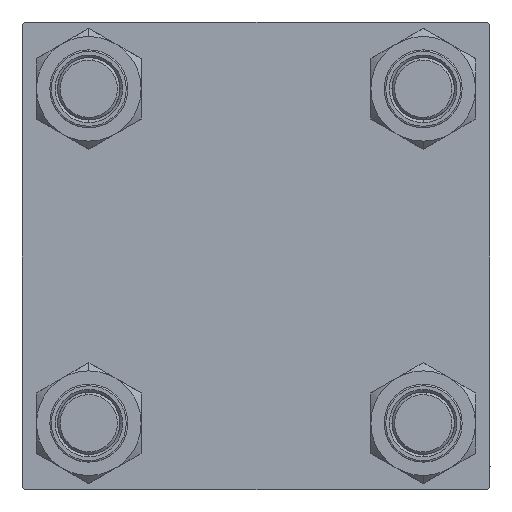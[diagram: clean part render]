
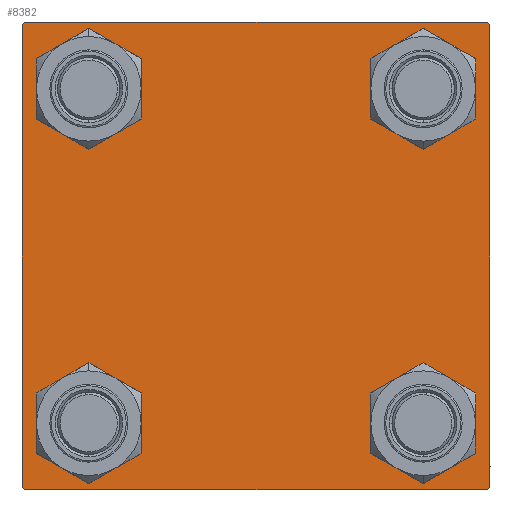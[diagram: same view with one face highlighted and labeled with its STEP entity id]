
A CAD part, left-side view. The second image highlights one B-rep face of the part: STEP entity #8382.
In plain terms, the highlighted planar face has unit normal (-1, 0, 0).
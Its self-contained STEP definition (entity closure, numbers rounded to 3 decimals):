
#456 = ORIENTED_EDGE ( 'NONE', *, *, #47183, .T. ) ;
#631 = LINE ( 'NONE', #12359, #30322 ) ;
#931 = VERTEX_POINT ( 'NONE', #28436 ) ;
#961 = CARTESIAN_POINT ( 'NONE',  ( 0., -44.75, 44.75 ) ) ;
#980 = EDGE_LOOP ( 'NONE', ( #34367, #20375 ) ) ;
#1988 = CARTESIAN_POINT ( 'NONE',  ( 0., -45., 44.5 ) ) ;
#2531 = VERTEX_POINT ( 'NONE', #30460 ) ;
#3180 = DIRECTION ( 'NONE',  ( 0., 0., 1. ) ) ;
#4337 = CARTESIAN_POINT ( 'NONE',  ( 0., -44.5, -45. ) ) ;
#4491 = CIRCLE ( 'NONE', #20805, 6.5 ) ;
#4567 = EDGE_CURVE ( 'NONE', #39565, #26465, #5932, .T. ) ;
#4609 = ORIENTED_EDGE ( 'NONE', *, *, #7028, .T. ) ;
#4712 = DIRECTION ( 'NONE',  ( 0., 0., 1. ) ) ;
#5118 = DIRECTION ( 'NONE',  ( 0., 0., -1. ) ) ;
#5696 = ORIENTED_EDGE ( 'NONE', *, *, #25035, .T. ) ;
#5932 = CIRCLE ( 'NONE', #14078, 6.5 ) ;
#6040 = LINE ( 'NONE', #17255, #42154 ) ;
#6467 = CARTESIAN_POINT ( 'NONE',  ( 0., 32.15, -32.15 ) ) ;
#6518 = CARTESIAN_POINT ( 'NONE',  ( 0., 32.15, -32.15 ) ) ;
#6702 = EDGE_CURVE ( 'NONE', #28019, #931, #16565, .T. ) ;
#6752 = FACE_BOUND ( 'NONE', #40637, .T. ) ;
#6977 = DIRECTION ( 'NONE',  ( 1., 0., 0. ) ) ;
#7005 = PLANE ( 'NONE',  #28039 ) ;
#7028 = EDGE_CURVE ( 'NONE', #34275, #44379, #47583, .T. ) ;
#8382 = ADVANCED_FACE ( 'NONE', ( #50048, #14149, #6752, #22303, #37854 ), #7005, .T. ) ;
#10041 = VERTEX_POINT ( 'NONE', #24570 ) ;
#10098 = EDGE_CURVE ( 'NONE', #10041, #21943, #43546, .T. ) ;
#11081 = CARTESIAN_POINT ( 'NONE',  ( 0., -44.75, -44.75 ) ) ;
#11450 = VECTOR ( 'NONE', #12392, 1000. ) ;
#11756 = EDGE_CURVE ( 'NONE', #48435, #31575, #45989, .T. ) ;
#12359 = CARTESIAN_POINT ( 'NONE',  ( 0., 45., 45. ) ) ;
#12392 = DIRECTION ( 'NONE',  ( 0., 0., -1. ) ) ;
#13928 = ORIENTED_EDGE ( 'NONE', *, *, #24769, .T. ) ;
#14078 = AXIS2_PLACEMENT_3D ( 'NONE', #34521, #15887, #18726 ) ;
#14149 = FACE_BOUND ( 'NONE', #980, .T. ) ;
#14354 = DIRECTION ( 'NONE',  ( 0., 0., 1. ) ) ;
#14526 = EDGE_CURVE ( 'NONE', #26465, #39565, #4491, .T. ) ;
#14539 = CARTESIAN_POINT ( 'NONE',  ( 0., 32.15, 38.65 ) ) ;
#14816 = AXIS2_PLACEMENT_3D ( 'NONE', #20666, #20411, #40047 ) ;
#15207 = CARTESIAN_POINT ( 'NONE',  ( 0., 44.5, -45. ) ) ;
#15887 = DIRECTION ( 'NONE',  ( 1., 0., 0. ) ) ;
#16565 = CIRCLE ( 'NONE', #43429, 6.5 ) ;
#17248 = CIRCLE ( 'NONE', #14816, 6.5 ) ;
#17255 = CARTESIAN_POINT ( 'NONE',  ( 0., 44.75, 44.75 ) ) ;
#18230 = VECTOR ( 'NONE', #19588, 1000. ) ;
#18239 = DIRECTION ( 'NONE',  ( 0., 0., 1. ) ) ;
#18327 = DIRECTION ( 'NONE',  ( 1., 0., 0. ) ) ;
#18726 = DIRECTION ( 'NONE',  ( 0., 0., 1. ) ) ;
#18749 = ORIENTED_EDGE ( 'NONE', *, *, #25583, .T. ) ;
#18951 = DIRECTION ( 'NONE',  ( 0., 0., 1. ) ) ;
#19071 = DIRECTION ( 'NONE',  ( 1., 0., 0. ) ) ;
#19588 = DIRECTION ( 'NONE',  ( 0., 0.707, 0.707 ) ) ;
#19773 = CARTESIAN_POINT ( 'NONE',  ( 0., 32.15, -25.65 ) ) ;
#20375 = ORIENTED_EDGE ( 'NONE', *, *, #14526, .T. ) ;
#20383 = CARTESIAN_POINT ( 'NONE',  ( 0., 44.5, 45. ) ) ;
#20411 = DIRECTION ( 'NONE',  ( 1., 0., 0. ) ) ;
#20666 = CARTESIAN_POINT ( 'NONE',  ( 0., -32.15, 32.15 ) ) ;
#20805 = AXIS2_PLACEMENT_3D ( 'NONE', #37699, #18327, #48896 ) ;
#21119 = ORIENTED_EDGE ( 'NONE', *, *, #29717, .T. ) ;
#21943 = VERTEX_POINT ( 'NONE', #19773 ) ;
#22303 = FACE_BOUND ( 'NONE', #30831, .T. ) ;
#22552 = CARTESIAN_POINT ( 'NONE',  ( 0., 0., 0. ) ) ;
#23557 = AXIS2_PLACEMENT_3D ( 'NONE', #50143, #19071, #26973 ) ;
#23563 = VERTEX_POINT ( 'NONE', #26970 ) ;
#24123 = ORIENTED_EDGE ( 'NONE', *, *, #6702, .T. ) ;
#24570 = CARTESIAN_POINT ( 'NONE',  ( 0., 32.15, -38.65 ) ) ;
#24572 = VERTEX_POINT ( 'NONE', #20383 ) ;
#24747 = ORIENTED_EDGE ( 'NONE', *, *, #32013, .T. ) ;
#24752 = ORIENTED_EDGE ( 'NONE', *, *, #11756, .T. ) ;
#24769 = EDGE_CURVE ( 'NONE', #49619, #48435, #43970, .T. ) ;
#25035 = EDGE_CURVE ( 'NONE', #2531, #23563, #49593, .T. ) ;
#25583 = EDGE_CURVE ( 'NONE', #931, #28019, #25923, .T. ) ;
#25923 = CIRCLE ( 'NONE', #43932, 6.5 ) ;
#25947 = VECTOR ( 'NONE', #5118, 1000. ) ;
#26465 = VERTEX_POINT ( 'NONE', #43399 ) ;
#26484 = AXIS2_PLACEMENT_3D ( 'NONE', #6467, #33490, #14354 ) ;
#26970 = CARTESIAN_POINT ( 'NONE',  ( 0., -32.15, 38.65 ) ) ;
#26973 = DIRECTION ( 'NONE',  ( 0., 0., 1. ) ) ;
#27149 = ORIENTED_EDGE ( 'NONE', *, *, #35979, .T. ) ;
#28019 = VERTEX_POINT ( 'NONE', #14539 ) ;
#28039 = AXIS2_PLACEMENT_3D ( 'NONE', #22552, #38105, #3180 ) ;
#28278 = AXIS2_PLACEMENT_3D ( 'NONE', #6518, #34291, #18239 ) ;
#28436 = CARTESIAN_POINT ( 'NONE',  ( 0., 32.15, 25.65 ) ) ;
#29280 = VECTOR ( 'NONE', #35813, 1000. ) ;
#29602 = ORIENTED_EDGE ( 'NONE', *, *, #43619, .F. ) ;
#29648 = VECTOR ( 'NONE', #35024, 1000. ) ;
#29717 = EDGE_CURVE ( 'NONE', #44434, #49619, #38457, .T. ) ;
#30322 = VECTOR ( 'NONE', #43449, 1000. ) ;
#30460 = CARTESIAN_POINT ( 'NONE',  ( 0., -32.15, 25.65 ) ) ;
#30831 = EDGE_LOOP ( 'NONE', ( #24123, #18749 ) ) ;
#31053 = CARTESIAN_POINT ( 'NONE',  ( 0., 45., -44.5 ) ) ;
#31575 = VERTEX_POINT ( 'NONE', #47855 ) ;
#31882 = LINE ( 'NONE', #39791, #25947 ) ;
#32013 = EDGE_CURVE ( 'NONE', #21943, #10041, #33168, .T. ) ;
#33074 = EDGE_CURVE ( 'NONE', #24572, #36172, #6040, .T. ) ;
#33168 = CIRCLE ( 'NONE', #28278, 6.5 ) ;
#33490 = DIRECTION ( 'NONE',  ( 1., 0., 0. ) ) ;
#34275 = VERTEX_POINT ( 'NONE', #1988 ) ;
#34291 = DIRECTION ( 'NONE',  ( 1., 0., 0. ) ) ;
#34367 = ORIENTED_EDGE ( 'NONE', *, *, #4567, .T. ) ;
#34521 = CARTESIAN_POINT ( 'NONE',  ( 0., -32.15, -32.15 ) ) ;
#35024 = DIRECTION ( 'NONE',  ( 0., -0.707, 0.707 ) ) ;
#35113 = EDGE_LOOP ( 'NONE', ( #456, #5696 ) ) ;
#35813 = DIRECTION ( 'NONE',  ( 0., -1., 0. ) ) ;
#35979 = EDGE_CURVE ( 'NONE', #36172, #44434, #31882, .T. ) ;
#36172 = VERTEX_POINT ( 'NONE', #49011 ) ;
#36379 = DIRECTION ( 'NONE',  ( 0., -0.707, -0.707 ) ) ;
#37699 = CARTESIAN_POINT ( 'NONE',  ( 0., -32.15, -32.15 ) ) ;
#37854 = FACE_OUTER_BOUND ( 'NONE', #39940, .T. ) ;
#38105 = DIRECTION ( 'NONE',  ( -1., 0., 0. ) ) ;
#38210 = CARTESIAN_POINT ( 'NONE',  ( 0., 44.75, -44.75 ) ) ;
#38457 = LINE ( 'NONE', #38210, #42434 ) ;
#39565 = VERTEX_POINT ( 'NONE', #39882 ) ;
#39791 = CARTESIAN_POINT ( 'NONE',  ( 0., 45., 45. ) ) ;
#39882 = CARTESIAN_POINT ( 'NONE',  ( 0., -32.15, -25.65 ) ) ;
#39940 = EDGE_LOOP ( 'NONE', ( #27149, #21119, #13928, #24752, #29602, #4609, #43139, #49498 ) ) ;
#40047 = DIRECTION ( 'NONE',  ( 0., 0., 1. ) ) ;
#40429 = CARTESIAN_POINT ( 'NONE',  ( 0., -44.5, 45. ) ) ;
#40637 = EDGE_LOOP ( 'NONE', ( #24747, #47738 ) ) ;
#42154 = VECTOR ( 'NONE', #47820, 1000. ) ;
#42434 = VECTOR ( 'NONE', #36379, 1000. ) ;
#43139 = ORIENTED_EDGE ( 'NONE', *, *, #48058, .F. ) ;
#43214 = CARTESIAN_POINT ( 'NONE',  ( 0., 45., -45. ) ) ;
#43399 = CARTESIAN_POINT ( 'NONE',  ( 0., -32.15, -38.65 ) ) ;
#43429 = AXIS2_PLACEMENT_3D ( 'NONE', #47761, #43967, #4712 ) ;
#43449 = DIRECTION ( 'NONE',  ( 0., -1., 0. ) ) ;
#43546 = CIRCLE ( 'NONE', #26484, 6.5 ) ;
#43619 = EDGE_CURVE ( 'NONE', #34275, #31575, #46306, .T. ) ;
#43932 = AXIS2_PLACEMENT_3D ( 'NONE', #49773, #6977, #18951 ) ;
#43967 = DIRECTION ( 'NONE',  ( 1., 0., 0. ) ) ;
#43970 = LINE ( 'NONE', #43214, #29280 ) ;
#44379 = VERTEX_POINT ( 'NONE', #40429 ) ;
#44434 = VERTEX_POINT ( 'NONE', #31053 ) ;
#45989 = LINE ( 'NONE', #11081, #29648 ) ;
#46306 = LINE ( 'NONE', #47292, #11450 ) ;
#47183 = EDGE_CURVE ( 'NONE', #23563, #2531, #17248, .T. ) ;
#47292 = CARTESIAN_POINT ( 'NONE',  ( 0., -45., 45. ) ) ;
#47583 = LINE ( 'NONE', #961, #18230 ) ;
#47738 = ORIENTED_EDGE ( 'NONE', *, *, #10098, .T. ) ;
#47761 = CARTESIAN_POINT ( 'NONE',  ( 0., 32.15, 32.15 ) ) ;
#47820 = DIRECTION ( 'NONE',  ( 0., 0.707, -0.707 ) ) ;
#47855 = CARTESIAN_POINT ( 'NONE',  ( 0., -45., -44.5 ) ) ;
#48058 = EDGE_CURVE ( 'NONE', #24572, #44379, #631, .T. ) ;
#48435 = VERTEX_POINT ( 'NONE', #4337 ) ;
#48896 = DIRECTION ( 'NONE',  ( 0., 0., 1. ) ) ;
#49011 = CARTESIAN_POINT ( 'NONE',  ( 0., 45., 44.5 ) ) ;
#49498 = ORIENTED_EDGE ( 'NONE', *, *, #33074, .T. ) ;
#49593 = CIRCLE ( 'NONE', #23557, 6.5 ) ;
#49619 = VERTEX_POINT ( 'NONE', #15207 ) ;
#49773 = CARTESIAN_POINT ( 'NONE',  ( 0., 32.15, 32.15 ) ) ;
#50048 = FACE_BOUND ( 'NONE', #35113, .T. ) ;
#50143 = CARTESIAN_POINT ( 'NONE',  ( 0., -32.15, 32.15 ) ) ;
